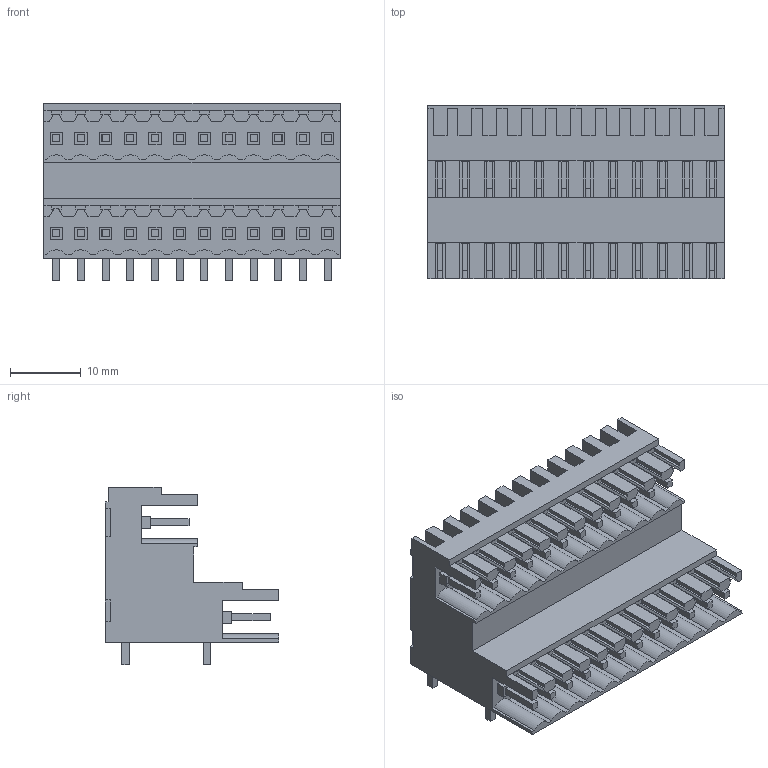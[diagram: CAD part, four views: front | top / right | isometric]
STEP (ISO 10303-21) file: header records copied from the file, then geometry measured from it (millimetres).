
FILE_DESCRIPTION(('CATIA V5R22 STEP214','CAx-IF Rec.Pracs.--- Model Styling and Organization---1.4--- 2014-01-23'),'2;1');
FILE_NAME ('039047-2_0_1642140000_1642140000.stp','2023-03-15T14:38:14+00:00',('none'),('Weidmueller'),'CATIA Version 5-6 Release 2016 SP3 HF44','CATIA V5 STEP AP214','none');
FILE_SCHEMA(('AUTOMOTIVE_DESIGN { 1 0 10303 214 1 1 1 1 }'));
Length unit declared in the file: millimetre
Products named in the file (1): 1642140000
Bounding box: 42 x 24.55 x 25.2 mm (x, y, z)
Volume: 9621.4 mm3; surface area: 12079.5 mm2
Topology: 25 solids, 25 shells, 1301 faces, 3542 edges, 2338 vertices
Faces by surface type: plane 1181, cylinder 120
Entity records: 36697 total; most frequent: ORIENTED_EDGE 7084, CARTESIAN_POINT 6795, DIRECTION 4598, EDGE_CURVE 3542, VECTOR 3302, LINE 3302, VERTEX_POINT 2338, EDGE_LOOP 1396
